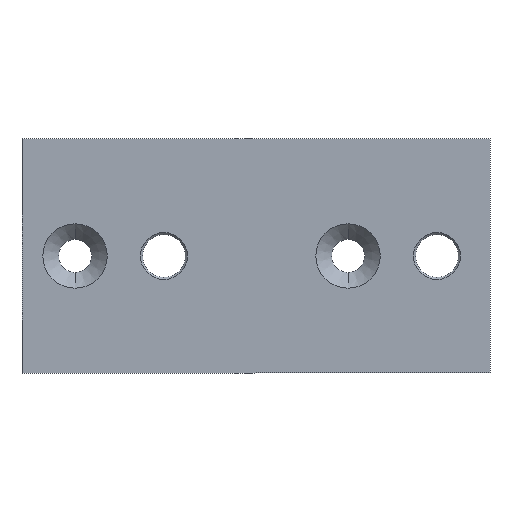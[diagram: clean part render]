
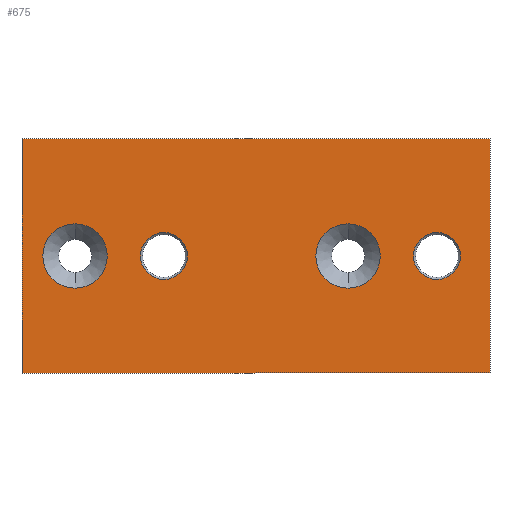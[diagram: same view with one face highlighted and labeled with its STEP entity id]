
A CAD part, left-side view. The second image highlights one B-rep face of the part: STEP entity #675.
In plain terms, the highlighted planar face has unit normal (-1, 0, 0).
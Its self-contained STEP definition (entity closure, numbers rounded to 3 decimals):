
#46 = EDGE_CURVE ( 'NONE', #357, #817, #1081, .T. ) ;
#51 = EDGE_CURVE ( 'NONE', #300, #384, #866, .T. ) ;
#57 = DIRECTION ( 'NONE',  ( 0., 0., 1. ) ) ;
#67 = EDGE_CURVE ( 'NONE', #845, #850, #1153, .T. ) ;
#72 = FACE_BOUND ( 'NONE', #84, .T. ) ;
#76 = VERTEX_POINT ( 'NONE', #708 ) ;
#84 = EDGE_LOOP ( 'NONE', ( #724, #891 ) ) ;
#96 = EDGE_CURVE ( 'NONE', #287, #466, #437, .T. ) ;
#101 = EDGE_CURVE ( 'NONE', #452, #663, #614, .T. ) ;
#103 = AXIS2_PLACEMENT_3D ( 'NONE', #973, #1086, #1176 ) ;
#105 = EDGE_CURVE ( 'NONE', #850, #76, #1149, .T. ) ;
#116 = EDGE_LOOP ( 'NONE', ( #239, #601 ) ) ;
#122 = LINE ( 'NONE', #508, #757 ) ;
#125 = CIRCLE ( 'NONE', #743, 6. ) ;
#126 = PLANE ( 'NONE',  #1109 ) ;
#161 = AXIS2_PLACEMENT_3D ( 'NONE', #870, #584, #762 ) ;
#163 = LINE ( 'NONE', #529, #752 ) ;
#170 = DIRECTION ( 'NONE',  ( -1., 0., 0. ) ) ;
#174 = DIRECTION ( 'NONE',  ( 0., 0., 1. ) ) ;
#176 = EDGE_CURVE ( 'NONE', #481, #845, #163, .T. ) ;
#199 = ORIENTED_EDGE ( 'NONE', *, *, #460, .F. ) ;
#220 = FACE_BOUND ( 'NONE', #811, .T. ) ;
#238 = CARTESIAN_POINT ( 'NONE',  ( -6., 60., 30. ) ) ;
#239 = ORIENTED_EDGE ( 'NONE', *, *, #51, .F. ) ;
#283 = EDGE_CURVE ( 'NONE', #663, #452, #764, .T. ) ;
#287 = VERTEX_POINT ( 'NONE', #411 ) ;
#300 = VERTEX_POINT ( 'NONE', #1051 ) ;
#303 = CARTESIAN_POINT ( 'NONE',  ( -6., 0., 0. ) ) ;
#309 = DIRECTION ( 'NONE',  ( 0., 0., -1. ) ) ;
#311 = ORIENTED_EDGE ( 'NONE', *, *, #985, .F. ) ;
#314 = DIRECTION ( 'NONE',  ( 1., 0., 0. ) ) ;
#316 = DIRECTION ( 'NONE',  ( 0., 0., -1. ) ) ;
#320 = FACE_BOUND ( 'NONE', #116, .T. ) ;
#342 = VECTOR ( 'NONE', #607, 1000. ) ;
#357 = VERTEX_POINT ( 'NONE', #1163 ) ;
#366 = EDGE_LOOP ( 'NONE', ( #532, #433 ) ) ;
#384 = VERTEX_POINT ( 'NONE', #873 ) ;
#393 = ORIENTED_EDGE ( 'NONE', *, *, #67, .F. ) ;
#394 = CARTESIAN_POINT ( 'NONE',  ( -6., -46.4, 0. ) ) ;
#411 = CARTESIAN_POINT ( 'NONE',  ( -6., -46.4, -6. ) ) ;
#432 = DIRECTION ( 'NONE',  ( -1., 0., 0. ) ) ;
#433 = ORIENTED_EDGE ( 'NONE', *, *, #96, .T. ) ;
#437 = CIRCLE ( 'NONE', #455, 6. ) ;
#452 = VERTEX_POINT ( 'NONE', #1094 ) ;
#455 = AXIS2_PLACEMENT_3D ( 'NONE', #621, #692, #890 ) ;
#457 = DIRECTION ( 'NONE',  ( 1., 0., 0. ) ) ;
#460 = EDGE_CURVE ( 'NONE', #817, #357, #710, .T. ) ;
#466 = VERTEX_POINT ( 'NONE', #804 ) ;
#468 = ORIENTED_EDGE ( 'NONE', *, *, #105, .F. ) ;
#473 = DIRECTION ( 'NONE',  ( 0., 0., -1. ) ) ;
#481 = VERTEX_POINT ( 'NONE', #816 ) ;
#496 = DIRECTION ( 'NONE',  ( 1., 0., 0. ) ) ;
#504 = CARTESIAN_POINT ( 'NONE',  ( -6., -23.6, 0. ) ) ;
#508 = CARTESIAN_POINT ( 'NONE',  ( -6., 60., -30. ) ) ;
#520 = FACE_BOUND ( 'NONE', #366, .T. ) ;
#522 = CARTESIAN_POINT ( 'NONE',  ( -6., 23.6, 0. ) ) ;
#529 = CARTESIAN_POINT ( 'NONE',  ( -6., 60., 30. ) ) ;
#532 = ORIENTED_EDGE ( 'NONE', *, *, #691, .T. ) ;
#552 = VECTOR ( 'NONE', #316, 1000. ) ;
#557 = ORIENTED_EDGE ( 'NONE', *, *, #176, .F. ) ;
#574 = ORIENTED_EDGE ( 'NONE', *, *, #46, .F. ) ;
#584 = DIRECTION ( 'NONE',  ( -1., 0., 0. ) ) ;
#598 = CARTESIAN_POINT ( 'NONE',  ( -6., -23.6, 8.25 ) ) ;
#601 = ORIENTED_EDGE ( 'NONE', *, *, #678, .F. ) ;
#607 = DIRECTION ( 'NONE',  ( 0., -1., 0. ) ) ;
#614 = CIRCLE ( 'NONE', #771, 6. ) ;
#621 = CARTESIAN_POINT ( 'NONE',  ( -6., -46.4, 0. ) ) ;
#663 = VERTEX_POINT ( 'NONE', #983 ) ;
#675 = ADVANCED_FACE ( 'NONE', ( #520, #72, #799, #220, #320 ), #126, .F. ) ;
#678 = EDGE_CURVE ( 'NONE', #384, #300, #797, .T. ) ;
#691 = EDGE_CURVE ( 'NONE', #466, #287, #125, .T. ) ;
#692 = DIRECTION ( 'NONE',  ( 1., 0., 0. ) ) ;
#708 = CARTESIAN_POINT ( 'NONE',  ( -6., -60., -30. ) ) ;
#710 = CIRCLE ( 'NONE', #769, 8.25 ) ;
#717 = EDGE_LOOP ( 'NONE', ( #393, #557, #311, #468 ) ) ;
#724 = ORIENTED_EDGE ( 'NONE', *, *, #283, .T. ) ;
#743 = AXIS2_PLACEMENT_3D ( 'NONE', #394, #496, #309 ) ;
#752 = VECTOR ( 'NONE', #901, 1000. ) ;
#757 = VECTOR ( 'NONE', #776, 1000. ) ;
#759 = CARTESIAN_POINT ( 'NONE',  ( -6., 60., 30. ) ) ;
#762 = DIRECTION ( 'NONE',  ( 0., 0., 1. ) ) ;
#764 = CIRCLE ( 'NONE', #858, 6. ) ;
#769 = AXIS2_PLACEMENT_3D ( 'NONE', #997, #170, #174 ) ;
#771 = AXIS2_PLACEMENT_3D ( 'NONE', #522, #1056, #1062 ) ;
#776 = DIRECTION ( 'NONE',  ( 0., 1., 0. ) ) ;
#797 = CIRCLE ( 'NONE', #161, 8.25 ) ;
#799 = FACE_OUTER_BOUND ( 'NONE', #717, .T. ) ;
#804 = CARTESIAN_POINT ( 'NONE',  ( -6., -46.4, 6. ) ) ;
#811 = EDGE_LOOP ( 'NONE', ( #199, #574 ) ) ;
#816 = CARTESIAN_POINT ( 'NONE',  ( -6., 60., -30. ) ) ;
#817 = VERTEX_POINT ( 'NONE', #598 ) ;
#821 = DIRECTION ( 'NONE',  ( 0., 0., -1. ) ) ;
#845 = VERTEX_POINT ( 'NONE', #759 ) ;
#850 = VERTEX_POINT ( 'NONE', #1023 ) ;
#858 = AXIS2_PLACEMENT_3D ( 'NONE', #1184, #457, #821 ) ;
#866 = CIRCLE ( 'NONE', #103, 8.25 ) ;
#870 = CARTESIAN_POINT ( 'NONE',  ( -6., 46.4, 0. ) ) ;
#873 = CARTESIAN_POINT ( 'NONE',  ( -6., 46.4, -8.25 ) ) ;
#890 = DIRECTION ( 'NONE',  ( 0., 0., -1. ) ) ;
#891 = ORIENTED_EDGE ( 'NONE', *, *, #101, .T. ) ;
#901 = DIRECTION ( 'NONE',  ( 0., 0., 1. ) ) ;
#973 = CARTESIAN_POINT ( 'NONE',  ( -6., 46.4, 0. ) ) ;
#983 = CARTESIAN_POINT ( 'NONE',  ( -6., 23.6, 6. ) ) ;
#985 = EDGE_CURVE ( 'NONE', #76, #481, #122, .T. ) ;
#991 = CARTESIAN_POINT ( 'NONE',  ( -6., -60., 30. ) ) ;
#997 = CARTESIAN_POINT ( 'NONE',  ( -6., -23.6, 0. ) ) ;
#1023 = CARTESIAN_POINT ( 'NONE',  ( -6., -60., 30. ) ) ;
#1051 = CARTESIAN_POINT ( 'NONE',  ( -6., 46.4, 8.25 ) ) ;
#1056 = DIRECTION ( 'NONE',  ( 1., 0., 0. ) ) ;
#1062 = DIRECTION ( 'NONE',  ( 0., 0., -1. ) ) ;
#1081 = CIRCLE ( 'NONE', #1178, 8.25 ) ;
#1086 = DIRECTION ( 'NONE',  ( -1., 0., 0. ) ) ;
#1094 = CARTESIAN_POINT ( 'NONE',  ( -6., 23.6, -6. ) ) ;
#1109 = AXIS2_PLACEMENT_3D ( 'NONE', #303, #314, #473 ) ;
#1149 = LINE ( 'NONE', #991, #552 ) ;
#1153 = LINE ( 'NONE', #238, #342 ) ;
#1163 = CARTESIAN_POINT ( 'NONE',  ( -6., -23.6, -8.25 ) ) ;
#1176 = DIRECTION ( 'NONE',  ( 0., 0., 1. ) ) ;
#1178 = AXIS2_PLACEMENT_3D ( 'NONE', #504, #432, #57 ) ;
#1184 = CARTESIAN_POINT ( 'NONE',  ( -6., 23.6, 0. ) ) ;
